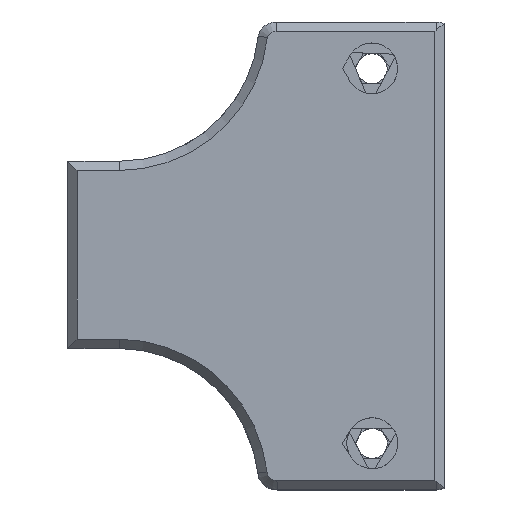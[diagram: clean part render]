
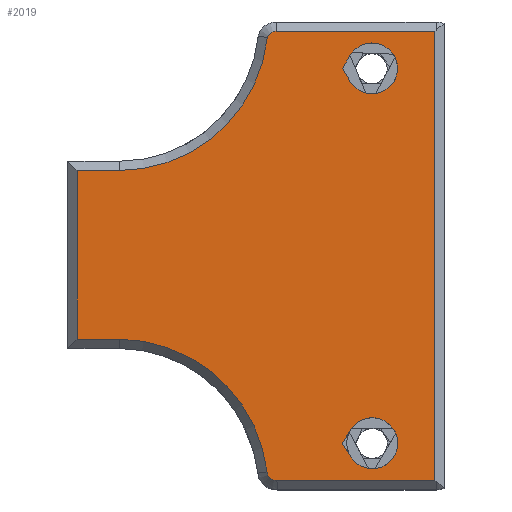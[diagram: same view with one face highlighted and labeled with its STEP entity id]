
A CAD part, top view. The second image highlights one B-rep face of the part: STEP entity #2019.
In plain terms, the highlighted planar face has unit normal (0, 0, 1).
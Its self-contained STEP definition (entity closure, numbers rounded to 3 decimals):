
#32=FACE_BOUND('',#228,.T.);
#33=FACE_BOUND('',#229,.T.);
#115=FACE_OUTER_BOUND('',#227,.T.);
#227=EDGE_LOOP('',(#1626,#1627,#1628,#1629,#1630,#1631,#1632,#1633,#1634,
#1635));
#228=EDGE_LOOP('',(#1636,#1637,#1638));
#229=EDGE_LOOP('',(#1639,#1640,#1641));
#292=CIRCLE('',#2111,2.75);
#301=CIRCLE('',#2136,2.75);
#325=CIRCLE('',#2191,1.);
#326=CIRCLE('',#2192,16.095);
#327=CIRCLE('',#2193,16.17);
#328=CIRCLE('',#2194,0.997);
#421=LINE('',#3021,#651);
#505=LINE('',#3240,#735);
#508=LINE('',#3258,#738);
#509=LINE('',#3264,#739);
#510=LINE('',#3266,#740);
#511=LINE('',#3268,#741);
#512=LINE('',#3273,#742);
#513=LINE('',#3274,#743);
#514=LINE('',#3276,#744);
#515=LINE('',#3277,#745);
#651=VECTOR('',#2446,10.);
#735=VECTOR('',#2634,10.);
#738=VECTOR('',#2639,10.);
#739=VECTOR('',#2644,10.);
#740=VECTOR('',#2645,10.);
#741=VECTOR('',#2646,10.);
#742=VECTOR('',#2651,10.);
#743=VECTOR('',#2652,10.);
#744=VECTOR('',#2653,10.);
#745=VECTOR('',#2654,10.);
#837=VERTEX_POINT('',#2923);
#838=VERTEX_POINT('',#2925);
#866=VERTEX_POINT('',#3013);
#867=VERTEX_POINT('',#3015);
#868=VERTEX_POINT('',#3019);
#950=VERTEX_POINT('',#3237);
#951=VERTEX_POINT('',#3239);
#955=VERTEX_POINT('',#3257);
#956=VERTEX_POINT('',#3259);
#957=VERTEX_POINT('',#3261);
#958=VERTEX_POINT('',#3263);
#959=VERTEX_POINT('',#3265);
#960=VERTEX_POINT('',#3267);
#961=VERTEX_POINT('',#3269);
#962=VERTEX_POINT('',#3271);
#963=VERTEX_POINT('',#3275);
#1043=EDGE_CURVE('',#838,#837,#292,.T.);
#1088=EDGE_CURVE('',#867,#866,#301,.T.);
#1091=EDGE_CURVE('',#866,#868,#421,.T.);
#1200=EDGE_CURVE('',#950,#951,#505,.T.);
#1205=EDGE_CURVE('',#955,#950,#508,.T.);
#1206=EDGE_CURVE('',#956,#955,#325,.T.);
#1207=EDGE_CURVE('',#957,#956,#326,.T.);
#1208=EDGE_CURVE('',#958,#957,#509,.T.);
#1209=EDGE_CURVE('',#959,#958,#510,.T.);
#1210=EDGE_CURVE('',#960,#959,#511,.T.);
#1211=EDGE_CURVE('',#961,#960,#327,.T.);
#1212=EDGE_CURVE('',#962,#961,#328,.T.);
#1213=EDGE_CURVE('',#951,#962,#512,.T.);
#1214=EDGE_CURVE('',#868,#867,#513,.T.);
#1215=EDGE_CURVE('',#963,#838,#514,.T.);
#1216=EDGE_CURVE('',#837,#963,#515,.T.);
#1626=ORIENTED_EDGE('',*,*,#1200,.F.);
#1627=ORIENTED_EDGE('',*,*,#1205,.F.);
#1628=ORIENTED_EDGE('',*,*,#1206,.F.);
#1629=ORIENTED_EDGE('',*,*,#1207,.F.);
#1630=ORIENTED_EDGE('',*,*,#1208,.F.);
#1631=ORIENTED_EDGE('',*,*,#1209,.F.);
#1632=ORIENTED_EDGE('',*,*,#1210,.F.);
#1633=ORIENTED_EDGE('',*,*,#1211,.F.);
#1634=ORIENTED_EDGE('',*,*,#1212,.F.);
#1635=ORIENTED_EDGE('',*,*,#1213,.F.);
#1636=ORIENTED_EDGE('',*,*,#1214,.T.);
#1637=ORIENTED_EDGE('',*,*,#1088,.T.);
#1638=ORIENTED_EDGE('',*,*,#1091,.T.);
#1639=ORIENTED_EDGE('',*,*,#1215,.T.);
#1640=ORIENTED_EDGE('',*,*,#1043,.T.);
#1641=ORIENTED_EDGE('',*,*,#1216,.T.);
#1925=PLANE('',#2190);
#2019=ADVANCED_FACE('',(#115,#32,#33),#1925,.T.);
#2111=AXIS2_PLACEMENT_3D('',#2926,#2354,#2355);
#2136=AXIS2_PLACEMENT_3D('',#3016,#2440,#2441);
#2190=AXIS2_PLACEMENT_3D('',#3256,#2637,#2638);
#2191=AXIS2_PLACEMENT_3D('',#3260,#2640,#2641);
#2192=AXIS2_PLACEMENT_3D('',#3262,#2642,#2643);
#2193=AXIS2_PLACEMENT_3D('',#3270,#2647,#2648);
#2194=AXIS2_PLACEMENT_3D('',#3272,#2649,#2650);
#2354=DIRECTION('center_axis',(0.,0.,-1.));
#2355=DIRECTION('ref_axis',(-1.,0.,0.));
#2440=DIRECTION('center_axis',(0.,0.,-1.));
#2441=DIRECTION('ref_axis',(-1.,0.,0.));
#2446=DIRECTION('',(-0.499,0.867,0.));
#2634=DIRECTION('',(0.,-1.,0.));
#2637=DIRECTION('center_axis',(0.,0.,1.));
#2638=DIRECTION('ref_axis',(-1.,0.,0.));
#2639=DIRECTION('',(1.,0.,0.));
#2640=DIRECTION('center_axis',(0.,0.,-1.));
#2641=DIRECTION('ref_axis',(0.,1.,0.));
#2642=DIRECTION('center_axis',(0.,0.,1.));
#2643=DIRECTION('ref_axis',(0.004,-1.,0.));
#2644=DIRECTION('',(1.,0.,0.));
#2645=DIRECTION('',(0.,1.,0.));
#2646=DIRECTION('',(-1.,0.001,0.));
#2647=DIRECTION('center_axis',(0.,0.,1.));
#2648=DIRECTION('ref_axis',(0.994,0.113,0.));
#2649=DIRECTION('center_axis',(0.,0.,-1.));
#2650=DIRECTION('ref_axis',(-0.994,-0.113,0.));
#2651=DIRECTION('',(-1.,0.,0.));
#2652=DIRECTION('',(0.499,0.867,0.));
#2653=DIRECTION('',(0.53,0.848,0.));
#2654=DIRECTION('',(-0.53,0.848,0.));
#2923=CARTESIAN_POINT('',(275.507,5.167,12.228));
#2925=CARTESIAN_POINT('',(275.507,8.081,12.228));
#2926=CARTESIAN_POINT('Origin',(277.839,6.624,12.228));
#3013=CARTESIAN_POINT('',(275.424,45.664,12.228));
#3015=CARTESIAN_POINT('',(275.424,48.409,12.228));
#3016=CARTESIAN_POINT('Origin',(277.807,47.037,12.228));
#3019=CARTESIAN_POINT('',(274.633,47.037,12.228));
#3021=CARTESIAN_POINT('',(278.235,40.782,12.228));
#3237=CARTESIAN_POINT('',(284.599,51.043,12.228));
#3239=CARTESIAN_POINT('',(284.599,2.624,12.228));
#3240=CARTESIAN_POINT('',(284.599,19.228,12.228));
#3256=CARTESIAN_POINT('Origin',(265.301,26.832,12.228));
#3257=CARTESIAN_POINT('',(267.481,51.043,12.228));
#3258=CARTESIAN_POINT('',(275.015,51.043,12.228));
#3259=CARTESIAN_POINT('',(266.527,50.343,12.228));
#3260=CARTESIAN_POINT('Origin',(267.481,50.043,12.228));
#3261=CARTESIAN_POINT('',(250.59,36.032,12.228));
#3262=CARTESIAN_POINT('Origin',(250.531,52.127,12.228));
#3263=CARTESIAN_POINT('',(246.003,36.031,12.228));
#3264=CARTESIAN_POINT('',(257.943,36.034,12.228));
#3265=CARTESIAN_POINT('',(246.003,17.844,12.228));
#3266=CARTESIAN_POINT('',(246.003,31.931,12.228));
#3267=CARTESIAN_POINT('',(250.594,17.841,12.228));
#3268=CARTESIAN_POINT('',(255.149,17.838,12.228));
#3269=CARTESIAN_POINT('',(266.489,3.505,12.228));
#3270=CARTESIAN_POINT('Origin',(250.424,1.673,12.228));
#3271=CARTESIAN_POINT('',(267.561,2.624,12.228));
#3272=CARTESIAN_POINT('Origin',(267.48,3.618,12.228));
#3273=CARTESIAN_POINT('',(266.447,2.624,12.228));
#3274=CARTESIAN_POINT('',(269.102,37.432,12.228));
#3275=CARTESIAN_POINT('',(274.597,6.624,12.228));
#3276=CARTESIAN_POINT('',(277.832,11.803,12.228));
#3277=CARTESIAN_POINT('',(269.207,15.252,12.228));
